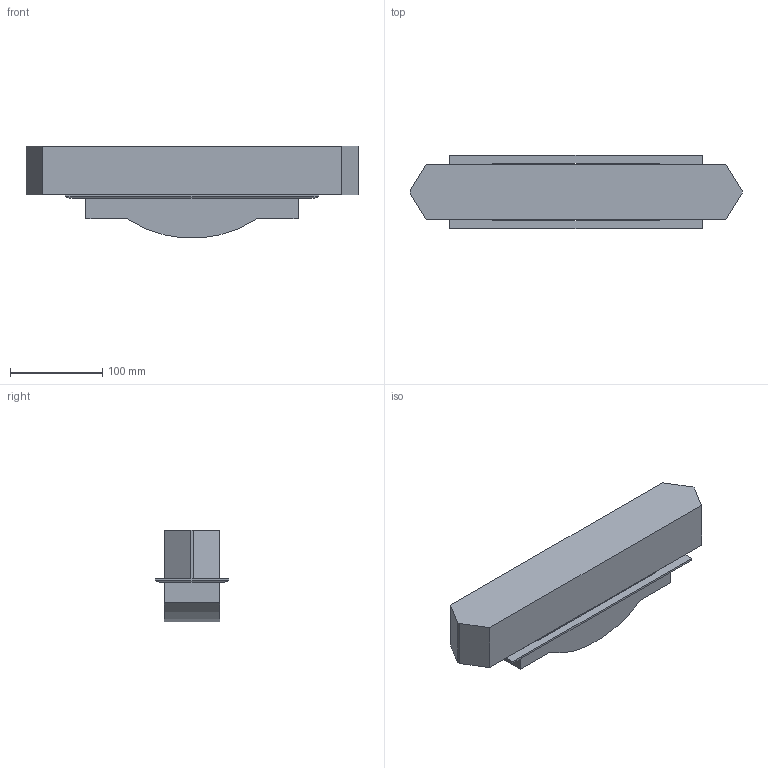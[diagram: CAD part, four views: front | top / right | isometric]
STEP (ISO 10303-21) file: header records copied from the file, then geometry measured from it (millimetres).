
FILE_DESCRIPTION(/* description */ ('Einbauverteiler'),/* implementation_level */ '2;1');
FILE_NAME(/* name */ 'ZEI_CAD_320730-0-REV00_#SALL_#AIN_#V1.step',/* time_stamp */ '2022-10-10T07:10:07+02:00',/* author */ ('MiniTec'),/* organization */ ('MiniTec GmbH & Co.KG'),/* preprocessor_version */ 'ST-DEVELOPER v18.1',/* originating_system */ 'Autodesk Inventor 2021',/* authorisation */ '');
FILE_SCHEMA (('CONFIG_CONTROL_DESIGN'));
Length unit declared in the file: millimetre
Products named in the file (3): leer; leer_1; leer_2
Assembly tree (2 placements, depth 2):
  leer
    leer_1
    leer_2
Bounding box: 360 x 80 x 99.56 mm (x, y, z)
Volume: 1594913.4 mm3; surface area: 121852.4 mm2
Topology: 2 solids, 2 shells, 87 faces, 226 edges, 144 vertices
Faces by surface type: plane 66, cylinder 17, sphere 4
Entity records: 2752 total; most frequent: CARTESIAN_POINT 462, ORIENTED_EDGE 452, DIRECTION 448, EDGE_CURVE 226, LINE 188, VECTOR 188, VERTEX_POINT 144, AXIS2_PLACEMENT_3D 130
